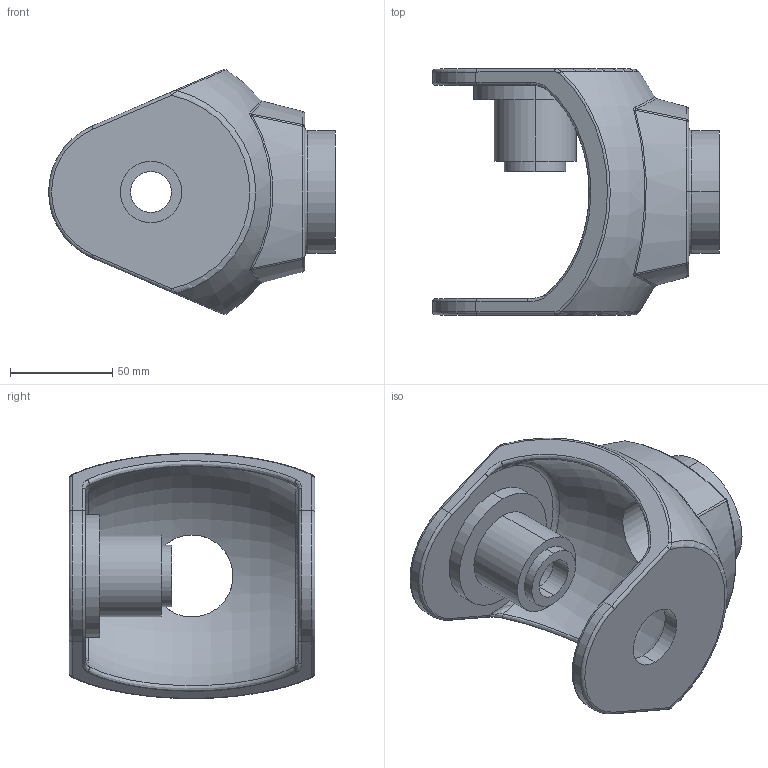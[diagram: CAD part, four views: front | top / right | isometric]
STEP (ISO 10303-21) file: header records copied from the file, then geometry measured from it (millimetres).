
FILE_DESCRIPTION (( 'STEP AP214' ), '1' );
FILE_NAME ('Part10.STEP', '2025-03-03T12:49:16', ( '' ), ( '' ), 'SwSTEP 2.0', 'SolidWorks 2024', '' );
FILE_SCHEMA (( 'AUTOMOTIVE_DESIGN' ));
Length unit declared in the file: millimetre
Products named in the file (1): Part10
Bounding box: 140 x 120 x 119.63 mm (x, y, z)
Volume: 361879 mm3; surface area: 81626.3 mm2
Topology: 1 solids, 1 shells, 96 faces, 213 edges, 126 vertices
Faces by surface type: cylinder 28, bspline 24, torus 23, plane 13, cone 4, sphere 4
Entity records: 4733 total; most frequent: CARTESIAN_POINT 2684, DIRECTION 426, ORIENTED_EDGE 426, EDGE_CURVE 213, AXIS2_PLACEMENT_3D 194, VERTEX_POINT 126, CIRCLE 121, EDGE_LOOP 109
